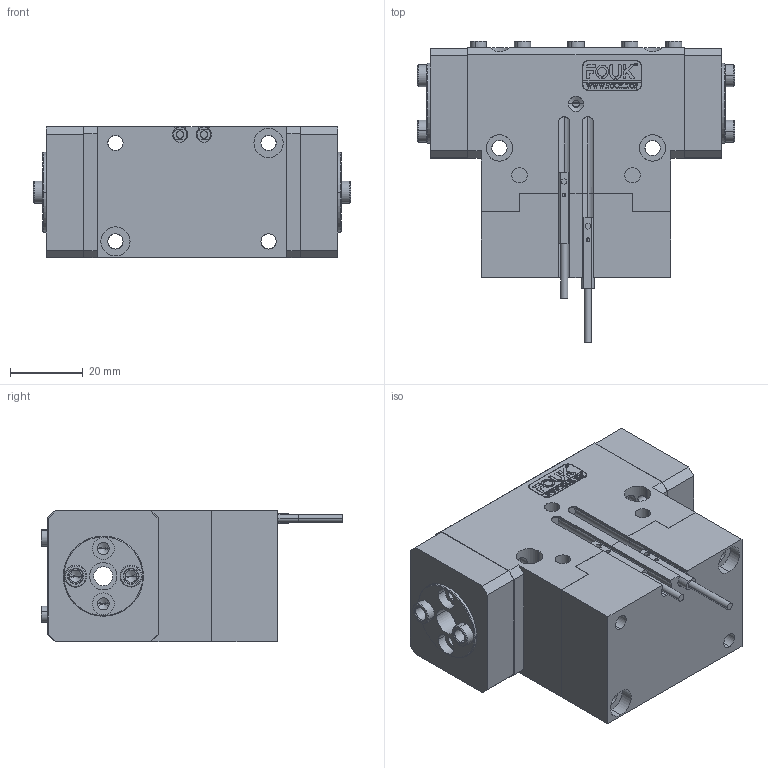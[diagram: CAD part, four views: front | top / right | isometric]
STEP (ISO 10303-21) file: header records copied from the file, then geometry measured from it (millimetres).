
FILE_DESCRIPTION (( 'STEP AP203' ), '1' );
FILE_NAME ('TRF28-NC.STEP', '2025-09-04T05:49:01', ( 'USER-' ), ( 'Microsoft' ), 'SwSTEP 2.0', 'SolidWorks 2018', '' );
FILE_SCHEMA (( 'CONFIG_CONTROL_DESIGN' ));
Length unit declared in the file: millimetre
Products named in the file (10): 棠羲換覜ん; TRF28-05 耜猾极; TRF64-NC-06 笢猾啣; TRF28-01 褲极; TRF64-NC-04 忒硌薊极; FR28-76-NC-01 赻坶晊扥极; 内六角圆柱薄头螺钉[GBT70_1-2008][M2.5×6]_M2.5×8; 16x8-R1.5; TRF28-NC; ﾏ擎ﾗ6｡ﾁ4｡ﾁ5
Assembly tree (24 placements, depth 2):
  TRF28-NC
    TRF28-01 褲极
    TRF64-NC-04 忒硌薊极  x2
    TRF28-05 耜猾极  x2
    TRF64-NC-06 笢猾啣
    16x8-R1.5
    内六角圆柱薄头螺钉[GBT70_1-2008][M2.5×6]_M2.5×8  x10
    ﾏ擎ﾗ6｡ﾁ4｡ﾁ5  x4
    FR28-76-NC-01 赻坶晊扥极
    棠羲換覜ん  x2
Bounding box: 87 x 82.75 x 36.1 mm (x, y, z)
Volume: 120904.7 mm3; surface area: 47743.7 mm2
Topology: 24 solids, 24 shells, 1247 faces, 3232 edges, 2076 vertices
Faces by surface type: plane 560, cylinder 382, bspline 155, cone 110, torus 40
Entity records: 36898 total; most frequent: CARTESIAN_POINT 12363, ORIENTED_EDGE 5064, DIRECTION 4341, EDGE_CURVE 2532, VERTEX_POINT 1667, VECTOR 1557, LINE 1557, AXIS2_PLACEMENT_3D 1392
